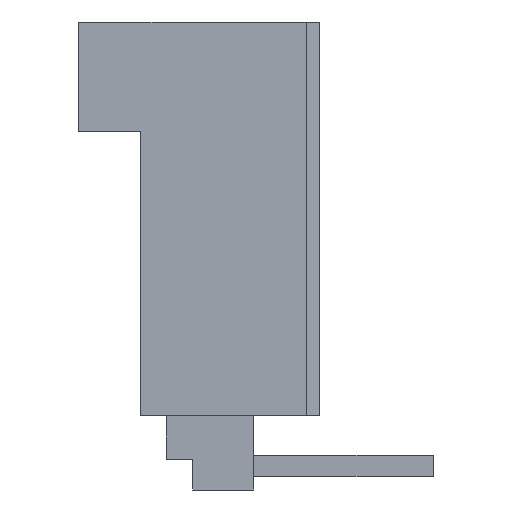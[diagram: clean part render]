
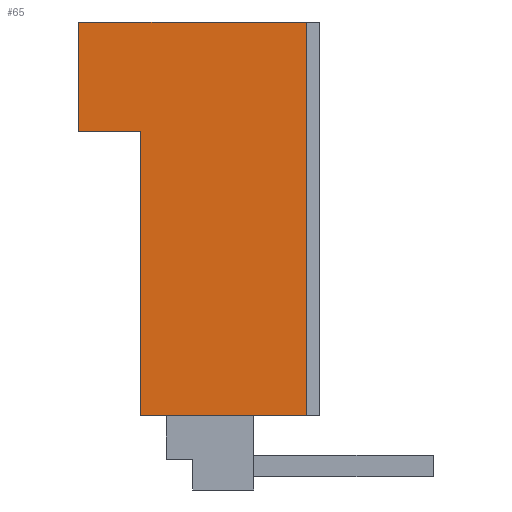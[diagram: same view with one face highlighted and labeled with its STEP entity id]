
A CAD part, left-side view. The second image highlights one B-rep face of the part: STEP entity #65.
In plain terms, the highlighted planar face has unit normal (-1, 0, 0).
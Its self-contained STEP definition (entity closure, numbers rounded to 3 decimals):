
#65=ADVANCED_FACE('',(#157),#158,.T.);
#157=FACE_OUTER_BOUND('',#320,.T.);
#158=PLANE('',#321);
#320=EDGE_LOOP('',(#550,#551,#552,#553,#554,#555));
#321=AXIS2_PLACEMENT_3D('',#556,#557,#558);
#550=ORIENTED_EDGE('',*,*,#1177,.F.);
#551=ORIENTED_EDGE('',*,*,#1134,.T.);
#552=ORIENTED_EDGE('',*,*,#1159,.T.);
#553=ORIENTED_EDGE('',*,*,#1173,.F.);
#554=ORIENTED_EDGE('',*,*,#1178,.F.);
#555=ORIENTED_EDGE('',*,*,#1179,.T.);
#556=CARTESIAN_POINT('',(-3.683,4.064,-5.715));
#557=DIRECTION('',(-1.0,0.0,0.0));
#558=DIRECTION('',(0.0,0.0,1.0));
#1134=EDGE_CURVE('',#1361,#1362,#1363,.T.);
#1159=EDGE_CURVE('',#1362,#1407,#1410,.T.);
#1173=EDGE_CURVE('',#1431,#1407,#1433,.T.);
#1177=EDGE_CURVE('',#1361,#1438,#1439,.T.);
#1178=EDGE_CURVE('',#1440,#1431,#1441,.T.);
#1179=EDGE_CURVE('',#1440,#1438,#1442,.T.);
#1361=VERTEX_POINT('',#1716);
#1362=VERTEX_POINT('',#1717);
#1363=LINE('',#1718,#1719);
#1407=VERTEX_POINT('',#1786);
#1410=LINE('',#1790,#1791);
#1431=VERTEX_POINT('',#1824);
#1433=LINE('',#1827,#1828);
#1438=VERTEX_POINT('',#1836);
#1439=LINE('',#1837,#1838);
#1440=VERTEX_POINT('',#1839);
#1441=LINE('',#1840,#1841);
#1442=LINE('',#1842,#1843);
#1716=CARTESIAN_POINT('',(-3.683,2.286,-5.715));
#1717=CARTESIAN_POINT('',(-3.683,-2.54,-5.715));
#1718=CARTESIAN_POINT('',(-3.683,2.286,-5.715));
#1719=VECTOR('',#2278,4.826);
#1786=CARTESIAN_POINT('',(-3.683,-2.54,5.715));
#1790=CARTESIAN_POINT('',(-3.683,-2.54,-5.715));
#1791=VECTOR('',#2303,11.43);
#1824=CARTESIAN_POINT('',(-3.683,4.064,5.715));
#1827=CARTESIAN_POINT('',(-3.683,4.064,5.715));
#1828=VECTOR('',#2317,6.604);
#1836=CARTESIAN_POINT('',(-3.683,2.286,2.54));
#1837=CARTESIAN_POINT('',(-3.683,2.286,-5.715));
#1838=VECTOR('',#2321,8.255);
#1839=CARTESIAN_POINT('',(-3.683,4.064,2.54));
#1840=CARTESIAN_POINT('',(-3.683,4.064,2.54));
#1841=VECTOR('',#2322,3.175);
#1842=CARTESIAN_POINT('',(-3.683,4.064,2.54));
#1843=VECTOR('',#2323,1.778);
#2278=DIRECTION('',(0.0,-1.0,0.0));
#2303=DIRECTION('',(0.0,0.0,1.0));
#2317=DIRECTION('',(0.0,-1.0,0.0));
#2321=DIRECTION('',(0.0,0.0,1.0));
#2322=DIRECTION('',(0.0,0.0,1.0));
#2323=DIRECTION('',(0.0,-1.0,0.0));
